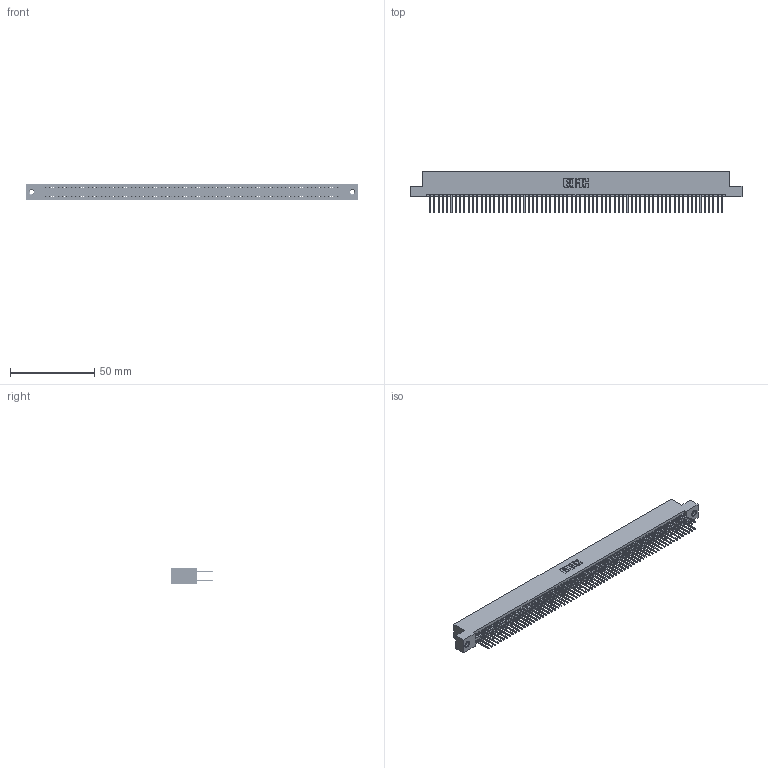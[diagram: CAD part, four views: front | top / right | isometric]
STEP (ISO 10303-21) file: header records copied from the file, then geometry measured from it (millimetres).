
FILE_DESCRIPTION (( 'STEP AP203' ), '1' );
FILE_NAME ('395-138-523-207.STEP', '2018-12-05T13:26:27', ( '' ), ( '' ), 'SwSTEP 2.0', 'SolidWorks 2016', '' );
FILE_SCHEMA (( 'CONFIG_CONTROL_DESIGN' ));
Length unit declared in the file: inch
Products named in the file (4): 345-250-001_345-250-005-103; 345-292-001_345-293-123; 395-138-523-207; 345 Part_Flush Mounting Lugs - 0.156 Dia-TI
Assembly tree (141 placements, depth 2):
  395-138-523-207
    345 Part_Flush Mounting Lugs - 0.156 Dia-TI
    345-292-001_345-293-123  x138
    345-250-001_345-250-005-103  x2
Bounding box: 196.47 x 24.82 x 9.4 mm (x, y, z)
Volume: 19605.2 mm3; surface area: 30799.3 mm2
Topology: 141 solids, 141 shells, 7086 faces, 21039 edges, 13834 vertices
Faces by surface type: plane 4666, cylinder 2404, cone 12, torus 4
Entity records: 51708 total; most frequent: CARTESIAN_POINT 8623, ORIENTED_EDGE 8550, DIRECTION 7597, EDGE_CURVE 4275, LINE 3847, VECTOR 3847, VERTEX_POINT 2844, AXIS2_PLACEMENT_3D 1875
